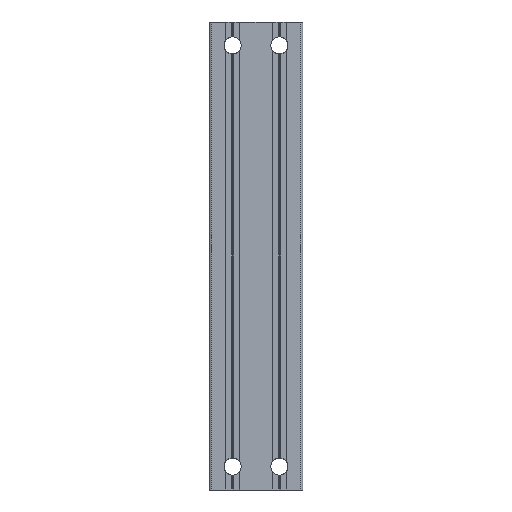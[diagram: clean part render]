
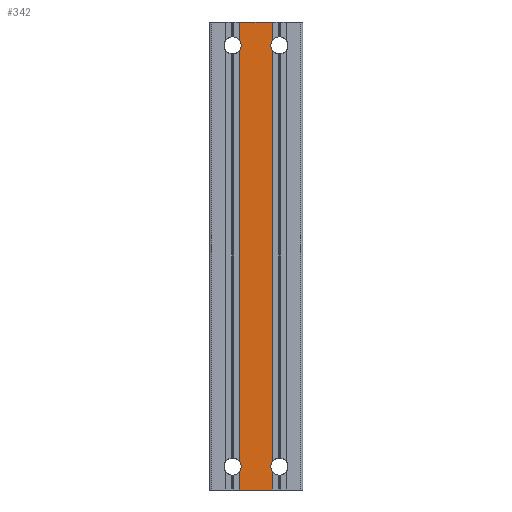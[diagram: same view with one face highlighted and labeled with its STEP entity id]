
A CAD part, left-side view. The second image highlights one B-rep face of the part: STEP entity #342.
In plain terms, the highlighted planar face has unit normal (-1, 0, 0).
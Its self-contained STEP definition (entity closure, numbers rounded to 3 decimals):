
#342 = ADVANCED_FACE( '', ( #912 ), #913, .T. );
#912 = FACE_OUTER_BOUND( '', #1771, .T. );
#913 = PLANE( '', #1772 );
#1771 = EDGE_LOOP( '', ( #2897, #2898, #2899, #2900, #2901, #2902, #2903, #2904, #2905, #2906, #2907, #2908 ) );
#1772 = AXIS2_PLACEMENT_3D( '', #2909, #2910, #2911 );
#2897 = ORIENTED_EDGE( '', *, *, #5402, .T. );
#2898 = ORIENTED_EDGE( '', *, *, #5403, .T. );
#2899 = ORIENTED_EDGE( '', *, *, #5168, .T. );
#2900 = ORIENTED_EDGE( '', *, *, #5151, .T. );
#2901 = ORIENTED_EDGE( '', *, *, #5404, .T. );
#2902 = ORIENTED_EDGE( '', *, *, #5217, .F. );
#2903 = ORIENTED_EDGE( '', *, *, #5405, .F. );
#2904 = ORIENTED_EDGE( '', *, *, #5406, .T. );
#2905 = ORIENTED_EDGE( '', *, *, #5407, .F. );
#2906 = ORIENTED_EDGE( '', *, *, #5408, .T. );
#2907 = ORIENTED_EDGE( '', *, *, #5409, .F. );
#2908 = ORIENTED_EDGE( '', *, *, #5410, .T. );
#2909 = CARTESIAN_POINT( '', ( -10., 7., -200. ) );
#2910 = DIRECTION( '', ( -1., 0., 0. ) );
#2911 = DIRECTION( '', ( 0., 0., 1. ) );
#5151 = EDGE_CURVE( '', #6204, #6202, #6205, .T. );
#5168 = EDGE_CURVE( '', #6234, #6204, #6235, .T. );
#5217 = EDGE_CURVE( '', #6327, #6328, #6329, .T. );
#5402 = EDGE_CURVE( '', #6663, #6664, #6665, .T. );
#5403 = EDGE_CURVE( '', #6664, #6234, #6666, .T. );
#5404 = EDGE_CURVE( '', #6202, #6328, #6667, .T. );
#5405 = EDGE_CURVE( '', #6668, #6327, #6669, .T. );
#5406 = EDGE_CURVE( '', #6668, #6670, #6671, .T. );
#5407 = EDGE_CURVE( '', #6672, #6670, #6673, .T. );
#5408 = EDGE_CURVE( '', #6672, #6674, #6675, .T. );
#5409 = EDGE_CURVE( '', #6676, #6674, #6677, .T. );
#5410 = EDGE_CURVE( '', #6676, #6663, #6678, .T. );
#6202 = VERTEX_POINT( '', #7786 );
#6204 = VERTEX_POINT( '', #7789 );
#6205 = CIRCLE( '', #7790, 3.675 );
#6234 = VERTEX_POINT( '', #7828 );
#6235 = LINE( '', #7829, #7830 );
#6327 = VERTEX_POINT( '', #7951 );
#6328 = VERTEX_POINT( '', #7952 );
#6329 = LINE( '', #7953, #7954 );
#6663 = VERTEX_POINT( '', #8534 );
#6664 = VERTEX_POINT( '', #8535 );
#6665 = LINE( '', #8536, #8537 );
#6666 = CIRCLE( '', #8538, 3.675 );
#6667 = LINE( '', #8539, #8540 );
#6668 = VERTEX_POINT( '', #8541 );
#6669 = LINE( '', #8542, #8543 );
#6670 = VERTEX_POINT( '', #8544 );
#6671 = CIRCLE( '', #8545, 3.675 );
#6672 = VERTEX_POINT( '', #8546 );
#6673 = LINE( '', #8547, #8548 );
#6674 = VERTEX_POINT( '', #8549 );
#6675 = CIRCLE( '', #8550, 3.675 );
#6676 = VERTEX_POINT( '', #8551 );
#6677 = LINE( '', #8552, #8553 );
#6678 = LINE( '', #8554, #8555 );
#7786 = CARTESIAN_POINT( '', ( -10., -7., -7.877 ) );
#7789 = CARTESIAN_POINT( '', ( -10., -7., -12.123 ) );
#7790 = AXIS2_PLACEMENT_3D( '', #11366, #11367, #11368 );
#7828 = CARTESIAN_POINT( '', ( -10., -7., -187.877 ) );
#7829 = CARTESIAN_POINT( '', ( -10., -7., -200. ) );
#7830 = VECTOR( '', #11390, 1000. );
#7951 = CARTESIAN_POINT( '', ( -10., 7., 0. ) );
#7952 = CARTESIAN_POINT( '', ( -10., -7., 0. ) );
#7953 = CARTESIAN_POINT( '', ( -10., 7., 0. ) );
#7954 = VECTOR( '', #11468, 1000. );
#8534 = CARTESIAN_POINT( '', ( -10., -7., -200. ) );
#8535 = CARTESIAN_POINT( '', ( -10., -7., -192.123 ) );
#8536 = CARTESIAN_POINT( '', ( -10., -7., -200. ) );
#8537 = VECTOR( '', #11672, 1000. );
#8538 = AXIS2_PLACEMENT_3D( '', #11673, #11674, #11675 );
#8539 = CARTESIAN_POINT( '', ( -10., -7., -200. ) );
#8540 = VECTOR( '', #11676, 1000. );
#8541 = CARTESIAN_POINT( '', ( -10., 7., -7.877 ) );
#8542 = CARTESIAN_POINT( '', ( -10., 7., -200. ) );
#8543 = VECTOR( '', #11677, 1000. );
#8544 = CARTESIAN_POINT( '', ( -10., 7., -12.123 ) );
#8545 = AXIS2_PLACEMENT_3D( '', #11678, #11679, #11680 );
#8546 = CARTESIAN_POINT( '', ( -10., 7., -187.877 ) );
#8547 = CARTESIAN_POINT( '', ( -10., 7., -200. ) );
#8548 = VECTOR( '', #11681, 1000. );
#8549 = CARTESIAN_POINT( '', ( -10., 7., -192.123 ) );
#8550 = AXIS2_PLACEMENT_3D( '', #11682, #11683, #11684 );
#8551 = CARTESIAN_POINT( '', ( -10., 7., -200. ) );
#8552 = CARTESIAN_POINT( '', ( -10., 7., -200. ) );
#8553 = VECTOR( '', #11685, 1000. );
#8554 = CARTESIAN_POINT( '', ( -10., 7., -200. ) );
#8555 = VECTOR( '', #11686, 1000. );
#11366 = CARTESIAN_POINT( '', ( -10., -10., -10. ) );
#11367 = DIRECTION( '', ( 1., 0., 0. ) );
#11368 = DIRECTION( '', ( 0., 0., -1. ) );
#11390 = DIRECTION( '', ( 0., 0., 1. ) );
#11468 = DIRECTION( '', ( 0., -1., 0. ) );
#11672 = DIRECTION( '', ( 0., 0., 1. ) );
#11673 = CARTESIAN_POINT( '', ( -10., -10., -190. ) );
#11674 = DIRECTION( '', ( 1., 0., 0. ) );
#11675 = DIRECTION( '', ( 0., 0., -1. ) );
#11676 = DIRECTION( '', ( 0., 0., 1. ) );
#11677 = DIRECTION( '', ( 0., 0., 1. ) );
#11678 = CARTESIAN_POINT( '', ( -10., 10., -10. ) );
#11679 = DIRECTION( '', ( 1., 0., 0. ) );
#11680 = DIRECTION( '', ( 0., 0., -1. ) );
#11681 = DIRECTION( '', ( 0., 0., 1. ) );
#11682 = CARTESIAN_POINT( '', ( -10., 10., -190. ) );
#11683 = DIRECTION( '', ( 1., 0., 0. ) );
#11684 = DIRECTION( '', ( 0., 0., -1. ) );
#11685 = DIRECTION( '', ( 0., 0., 1. ) );
#11686 = DIRECTION( '', ( 0., -1., 0. ) );
